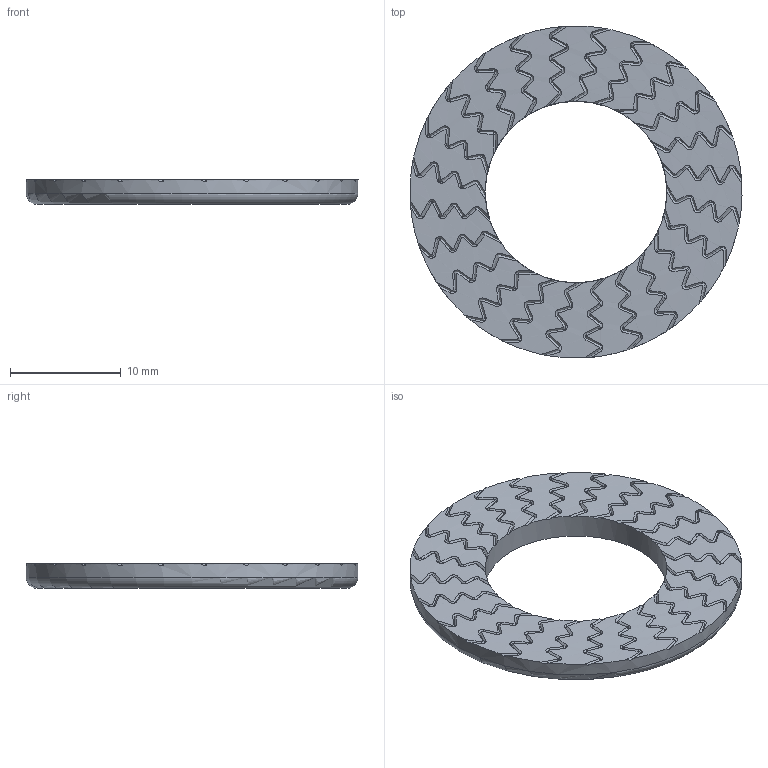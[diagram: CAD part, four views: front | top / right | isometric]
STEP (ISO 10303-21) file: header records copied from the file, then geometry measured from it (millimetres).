
FILE_DESCRIPTION(('STEP AP214'),'1');
FILE_NAME('070980_NSK E16_Muster_flach.stp','2024-04-17T08:39:34',(' '),(' '),'Spatial InterOp 3D',' ',' ');
FILE_SCHEMA(('AUTOMOTIVE_DESIGN { 1 0 10303 214 1 1 1 1 }'));
Length unit declared in the file: metre
Products named in the file (1): 1713343043
Bounding box: 30 x 29.99 x 2.21 mm (x, y, z)
Volume: 1056.3 mm3; surface area: 1295.7 mm2
Topology: 1 solids, 1 shells, 652 faces, 1952 edges, 1301 vertices
Faces by surface type: plane 361, bspline 288, cylinder 2, torus 1
Full cylindrical faces by diameter (mm): 16.4 x1, 30 x1
Entity records: 33387 total; most frequent: CARTESIAN_POINT 13943, ORIENTED_EDGE 3894, EDGE_CURVE 1947, DIRECTION 1504, B_SPLINE_CURVE_WITH_KNOTS 1320, VERTEX_POINT 1299, EDGE_LOOP 656, FACE_OUTER_BOUND 655
